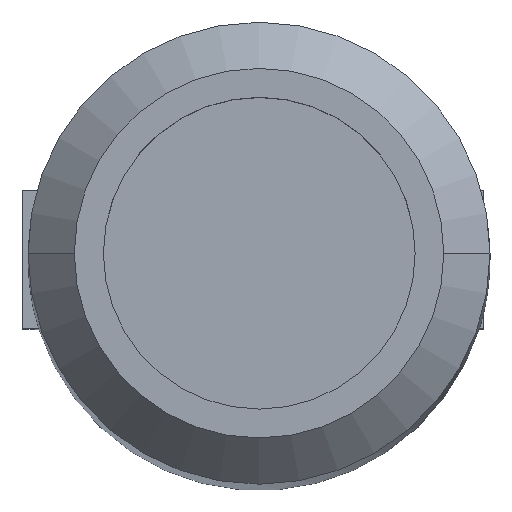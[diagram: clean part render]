
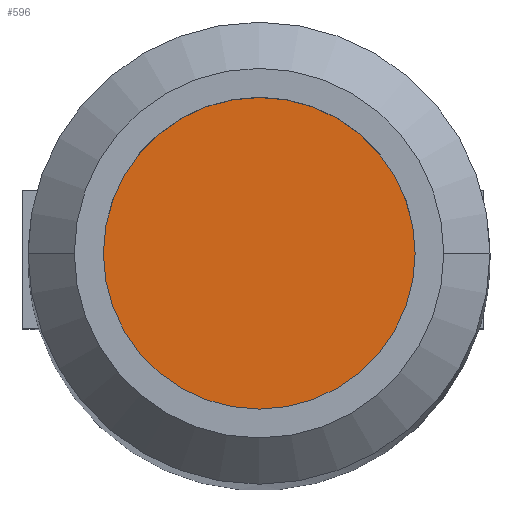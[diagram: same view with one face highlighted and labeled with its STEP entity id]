
A CAD part, top view. The second image highlights one B-rep face of the part: STEP entity #596.
In plain terms, the highlighted planar face has unit normal (0, 0, 1).
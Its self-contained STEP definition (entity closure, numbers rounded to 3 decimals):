
#132=CARTESIAN_POINT('',(0.01,0.,154.8));
#133=DIRECTION('',(0.,0.,-1.));
#134=DIRECTION('',(-1.,0.,0.));
#135=AXIS2_PLACEMENT_3D('',#132,#133,#134);
#137=CARTESIAN_POINT('',(0.01,0.,154.8));
#138=DIRECTION('',(0.,0.,-1.));
#139=DIRECTION('',(1.,0.,0.));
#140=AXIS2_PLACEMENT_3D('',#137,#138,#139);
#301=CARTESIAN_POINT('',(-6.74,0.,154.8));
#302=CARTESIAN_POINT('',(6.76,0.,154.8));
#303=VERTEX_POINT('',#301);
#304=VERTEX_POINT('',#302);
#587=CARTESIAN_POINT('',(0.01,0.,154.8));
#588=DIRECTION('',(0.,0.,-1.));
#589=DIRECTION('',(-1.,0.,0.));
#590=AXIS2_PLACEMENT_3D('',#587,#588,#589);
#591=PLANE('',#590);
#592=ORIENTED_EDGE('',*,*,#567,.T.);
#593=ORIENTED_EDGE('',*,*,#581,.T.);
#594=EDGE_LOOP('',(#592,#593));
#595=FACE_OUTER_BOUND('',#594,.F.);
#596=ADVANCED_FACE('',(#595),#591,.F.);
#136=CIRCLE('',#135,6.75);
#141=CIRCLE('',#140,6.75);
#567=EDGE_CURVE('',#303,#304,#136,.T.);
#581=EDGE_CURVE('',#304,#303,#141,.T.);
